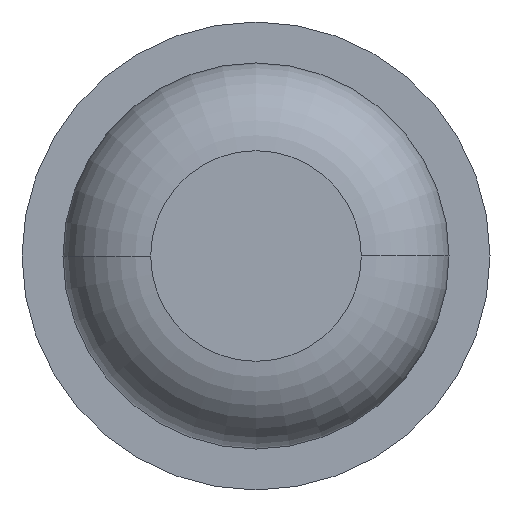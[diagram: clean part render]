
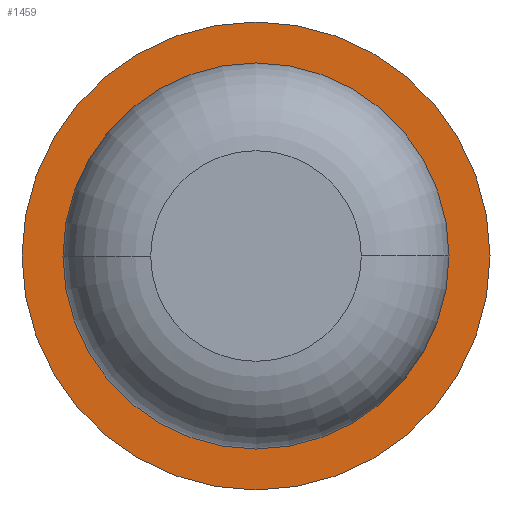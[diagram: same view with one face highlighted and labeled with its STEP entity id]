
A CAD part, front view. The second image highlights one B-rep face of the part: STEP entity #1459.
In plain terms, the highlighted planar face has unit normal (0, -1, 0).
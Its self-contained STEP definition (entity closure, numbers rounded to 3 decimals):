
#105 = CARTESIAN_POINT ( 'NONE',  ( 0., -6., 0. ) ) ;
#485 = DIRECTION ( 'NONE',  ( -1., 0., 0. ) ) ;
#502 = DIRECTION ( 'NONE',  ( 0., 1., 0. ) ) ;
#548 = CARTESIAN_POINT ( 'NONE',  ( -0.825, -6., 0. ) ) ;
#568 = VERTEX_POINT ( 'NONE', #2637 ) ;
#606 = CARTESIAN_POINT ( 'NONE',  ( 0., -6., 0. ) ) ;
#739 = PLANE ( 'NONE',  #2231 ) ;
#808 = DIRECTION ( 'NONE',  ( -1., 0., 0. ) ) ;
#812 = FACE_OUTER_BOUND ( 'NONE', #2125, .T. ) ;
#908 = CARTESIAN_POINT ( 'NONE',  ( 0., -6., 0. ) ) ;
#912 = ORIENTED_EDGE ( 'NONE', *, *, #3518, .T. ) ;
#1082 = ORIENTED_EDGE ( 'NONE', *, *, #1692, .F. ) ;
#1459 = ADVANCED_FACE ( 'Defeature ausgef�hrt1_17', ( #812, #1704 ), #739, .F. ) ;
#1463 = EDGE_CURVE ( 'Defeature ausgef�hrt1_17+Defeature ausgef�hrt1_12+Defeature ausgef�hrt1_12+Defeature ausgef�hrt1_12', #1999, #2533, #2735, .T. ) ;
#1554 = DIRECTION ( 'NONE',  ( -1., 0., 0. ) ) ;
#1603 = EDGE_CURVE ( 'Defeature ausgef�hrt1_18+Defeature ausgef�hrt1_17+Defeature ausgef�hrt1_17+Defeature ausgef�hrt1_17', #2110, #568, #3964, .T. ) ;
#1692 = EDGE_CURVE ( 'Defeature ausgef�hrt1_18+Defeature ausgef�hrt1_17+Defeature ausgef�hrt1_17+Defeature ausgef�hrt1_17', #568, #2110, #4219, .T. ) ;
#1704 = FACE_BOUND ( 'NONE', #3973, .T. ) ;
#1728 = AXIS2_PLACEMENT_3D ( 'NONE', #3402, #2100, #808 ) ;
#1756 = DIRECTION ( 'NONE',  ( -1., 0., 0. ) ) ;
#1924 = DIRECTION ( 'NONE',  ( 0., 1., 0. ) ) ;
#1999 = VERTEX_POINT ( 'NONE', #548 ) ;
#2012 = CARTESIAN_POINT ( 'NONE',  ( 0.825, -6., 0. ) ) ;
#2014 = CARTESIAN_POINT ( 'NONE',  ( 1., -6., 0. ) ) ;
#2100 = DIRECTION ( 'NONE',  ( 0., 1., 0. ) ) ;
#2103 = ORIENTED_EDGE ( 'NONE', *, *, #1463, .T. ) ;
#2110 = VERTEX_POINT ( 'NONE', #2014 ) ;
#2125 = EDGE_LOOP ( 'NONE', ( #1082, #3267 ) ) ;
#2231 = AXIS2_PLACEMENT_3D ( 'NONE', #2012, #502, #1756 ) ;
#2291 = AXIS2_PLACEMENT_3D ( 'NONE', #105, #3071, #4058 ) ;
#2533 = VERTEX_POINT ( 'NONE', #3861 ) ;
#2547 = AXIS2_PLACEMENT_3D ( 'NONE', #908, #4202, #1554 ) ;
#2637 = CARTESIAN_POINT ( 'NONE',  ( -1., -6., 0. ) ) ;
#2710 = CIRCLE ( 'NONE', #2291, 0.825 ) ;
#2735 = CIRCLE ( 'NONE', #1728, 0.825 ) ;
#3071 = DIRECTION ( 'NONE',  ( 0., 1., 0. ) ) ;
#3267 = ORIENTED_EDGE ( 'NONE', *, *, #1603, .F. ) ;
#3402 = CARTESIAN_POINT ( 'NONE',  ( 0., -6., 0. ) ) ;
#3518 = EDGE_CURVE ( 'Defeature ausgef�hrt1_17+Defeature ausgef�hrt1_12+Defeature ausgef�hrt1_12+Defeature ausgef�hrt1_12', #2533, #1999, #2710, .T. ) ;
#3861 = CARTESIAN_POINT ( 'NONE',  ( 0.825, -6., 0. ) ) ;
#3964 = CIRCLE ( 'NONE', #4098, 1. ) ;
#3973 = EDGE_LOOP ( 'NONE', ( #2103, #912 ) ) ;
#4058 = DIRECTION ( 'NONE',  ( -1., 0., 0. ) ) ;
#4098 = AXIS2_PLACEMENT_3D ( 'NONE', #606, #1924, #485 ) ;
#4202 = DIRECTION ( 'NONE',  ( 0., 1., 0. ) ) ;
#4219 = CIRCLE ( 'NONE', #2547, 1. ) ;
